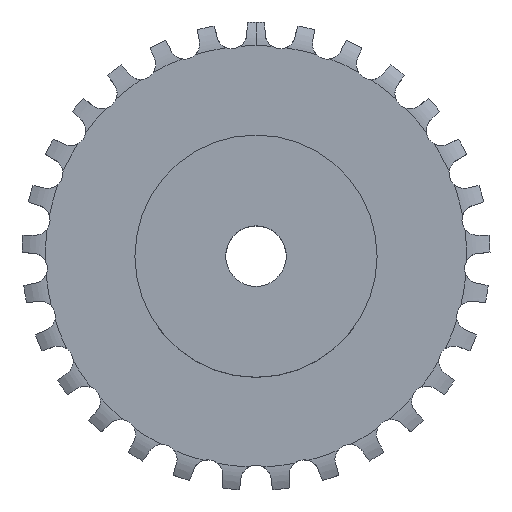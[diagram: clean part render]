
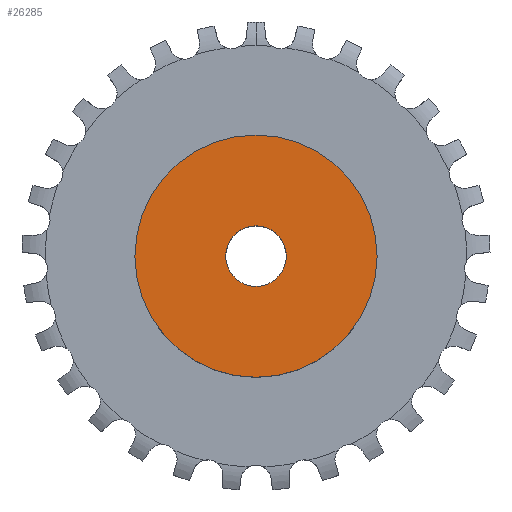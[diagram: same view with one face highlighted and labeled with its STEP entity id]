
A CAD part, top view. The second image highlights one B-rep face of the part: STEP entity #26285.
In plain terms, the highlighted planar face has unit normal (0, 0, 1).
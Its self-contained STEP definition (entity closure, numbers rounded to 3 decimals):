
#7757 = CYLINDRICAL_SURFACE('',#7758,20.);
#7758 = AXIS2_PLACEMENT_3D('',#7759,#7760,#7761);
#7759 = CARTESIAN_POINT('',(0.,0.,0.));
#7760 = DIRECTION('',(-0.,-0.,-1.));
#7761 = DIRECTION('',(1.,0.,0.));
#21213 = CYLINDRICAL_SURFACE('',#21214,5.);
#21214 = AXIS2_PLACEMENT_3D('',#21215,#21216,#21217);
#21215 = CARTESIAN_POINT('',(0.,0.,111.574));
#21216 = DIRECTION('',(0.,0.,1.));
#21217 = DIRECTION('',(1.,0.,-0.));
#24478 = VERTEX_POINT('',#24479);
#24479 = CARTESIAN_POINT('',(20.,0.,16.));
#24500 = EDGE_CURVE('',#24478,#24478,#24501,.T.);
#24501 = SURFACE_CURVE('',#24502,(#24507,#24514),.PCURVE_S1.);
#24502 = CIRCLE('',#24503,20.);
#24503 = AXIS2_PLACEMENT_3D('',#24504,#24505,#24506);
#24504 = CARTESIAN_POINT('',(0.,0.,16.));
#24505 = DIRECTION('',(0.,0.,1.));
#24506 = DIRECTION('',(1.,0.,0.));
#24507 = PCURVE('',#7757,#24508);
#24508 = DEFINITIONAL_REPRESENTATION('',(#24509),#24513);
#24509 = LINE('',#24510,#24511);
#24510 = CARTESIAN_POINT('',(-0.,-16.));
#24511 = VECTOR('',#24512,1.);
#24512 = DIRECTION('',(-1.,0.));
#24513 = ( GEOMETRIC_REPRESENTATION_CONTEXT(2) 
PARAMETRIC_REPRESENTATION_CONTEXT() REPRESENTATION_CONTEXT('2D SPACE',''
  ) );
#24514 = PCURVE('',#24515,#24520);
#24515 = PLANE('',#24516);
#24516 = AXIS2_PLACEMENT_3D('',#24517,#24518,#24519);
#24517 = CARTESIAN_POINT('',(0.,0.,16.));
#24518 = DIRECTION('',(-0.,0.,1.));
#24519 = DIRECTION('',(0.,-1.,0.));
#24520 = DEFINITIONAL_REPRESENTATION('',(#24521),#24525);
#24521 = CIRCLE('',#24522,20.);
#24522 = AXIS2_PLACEMENT_2D('',#24523,#24524);
#24523 = CARTESIAN_POINT('',(0.,0.));
#24524 = DIRECTION('',(0.,1.));
#24525 = ( GEOMETRIC_REPRESENTATION_CONTEXT(2) 
PARAMETRIC_REPRESENTATION_CONTEXT() REPRESENTATION_CONTEXT('2D SPACE',''
  ) );
#26239 = EDGE_CURVE('',#26240,#26240,#26242,.T.);
#26240 = VERTEX_POINT('',#26241);
#26241 = CARTESIAN_POINT('',(5.,0.,16.));
#26242 = SURFACE_CURVE('',#26243,(#26248,#26255),.PCURVE_S1.);
#26243 = CIRCLE('',#26244,5.);
#26244 = AXIS2_PLACEMENT_3D('',#26245,#26246,#26247);
#26245 = CARTESIAN_POINT('',(0.,0.,16.));
#26246 = DIRECTION('',(0.,0.,1.));
#26247 = DIRECTION('',(1.,0.,-0.));
#26248 = PCURVE('',#21213,#26249);
#26249 = DEFINITIONAL_REPRESENTATION('',(#26250),#26254);
#26250 = LINE('',#26251,#26252);
#26251 = CARTESIAN_POINT('',(0.,-95.574));
#26252 = VECTOR('',#26253,1.);
#26253 = DIRECTION('',(1.,0.));
#26254 = ( GEOMETRIC_REPRESENTATION_CONTEXT(2) 
PARAMETRIC_REPRESENTATION_CONTEXT() REPRESENTATION_CONTEXT('2D SPACE',''
  ) );
#26255 = PCURVE('',#24515,#26256);
#26256 = DEFINITIONAL_REPRESENTATION('',(#26257),#26261);
#26257 = CIRCLE('',#26258,5.);
#26258 = AXIS2_PLACEMENT_2D('',#26259,#26260);
#26259 = CARTESIAN_POINT('',(0.,0.));
#26260 = DIRECTION('',(0.,1.));
#26261 = ( GEOMETRIC_REPRESENTATION_CONTEXT(2) 
PARAMETRIC_REPRESENTATION_CONTEXT() REPRESENTATION_CONTEXT('2D SPACE',''
  ) );
#26285 = ADVANCED_FACE('',(#26286,#26289),#24515,.T.);
#26286 = FACE_BOUND('',#26287,.T.);
#26287 = EDGE_LOOP('',(#26288));
#26288 = ORIENTED_EDGE('',*,*,#24500,.T.);
#26289 = FACE_BOUND('',#26290,.T.);
#26290 = EDGE_LOOP('',(#26291));
#26291 = ORIENTED_EDGE('',*,*,#26239,.F.);
